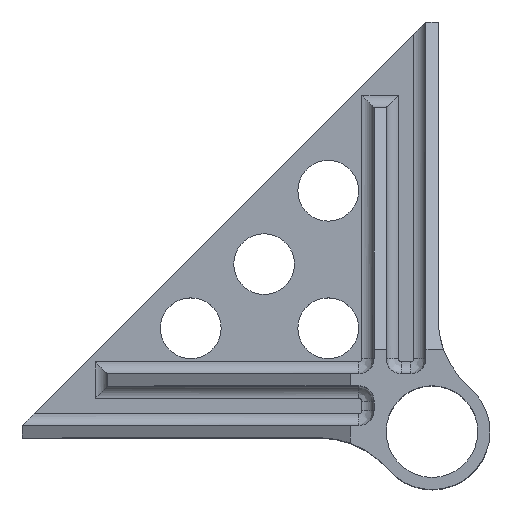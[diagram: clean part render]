
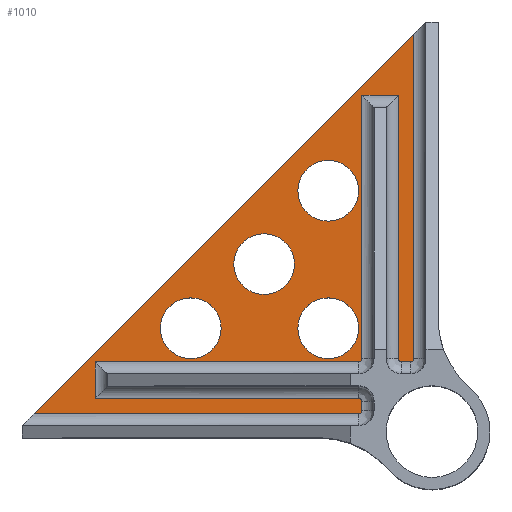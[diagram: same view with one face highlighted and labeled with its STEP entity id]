
A CAD part, top view. The second image highlights one B-rep face of the part: STEP entity #1010.
In plain terms, the highlighted planar face has unit normal (0, 0, 1).
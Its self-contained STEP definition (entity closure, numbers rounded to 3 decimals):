
#24=FACE_BOUND('',#212,.T.);
#25=FACE_BOUND('',#213,.T.);
#26=FACE_BOUND('',#214,.T.);
#27=FACE_BOUND('',#215,.T.);
#41=CIRCLE('',#1050,1.);
#45=CIRCLE('',#1055,1.);
#53=CIRCLE('',#1070,1.);
#60=CIRCLE('',#1082,1.);
#64=CIRCLE('',#1087,1.);
#73=CIRCLE('',#1110,10.);
#75=CIRCLE('',#1113,10.);
#77=CIRCLE('',#1116,10.);
#79=CIRCLE('',#1119,10.);
#101=PLANE('',#1121);
#151=FACE_OUTER_BOUND('',#211,.T.);
#211=EDGE_LOOP('',(#832,#833,#834,#835,#836,#837,#838,#839,#840,#841,#842,
#843,#844,#845,#846,#847));
#212=EDGE_LOOP('',(#848));
#213=EDGE_LOOP('',(#849));
#214=EDGE_LOOP('',(#850));
#215=EDGE_LOOP('',(#851));
#236=LINE('',#1455,#321);
#241=LINE('',#1470,#326);
#246=LINE('',#1485,#331);
#247=LINE('',#1504,#332);
#249=LINE('',#1521,#334);
#261=LINE('',#1555,#346);
#263=LINE('',#1572,#348);
#271=LINE('',#1596,#356);
#273=LINE('',#1616,#358);
#275=LINE('',#1636,#360);
#305=LINE('',#1766,#390);
#321=VECTOR('',#1154,10.);
#326=VECTOR('',#1167,10.);
#331=VECTOR('',#1180,10.);
#332=VECTOR('',#1191,10.);
#334=VECTOR('',#1201,10.);
#346=VECTOR('',#1235,10.);
#348=VECTOR('',#1245,10.);
#356=VECTOR('',#1269,10.);
#358=VECTOR('',#1281,10.);
#360=VECTOR('',#1293,10.);
#390=VECTOR('',#1385,10.);
#413=VERTEX_POINT('',#1448);
#416=VERTEX_POINT('',#1453);
#419=VERTEX_POINT('',#1463);
#422=VERTEX_POINT('',#1468);
#426=VERTEX_POINT('',#1479);
#428=VERTEX_POINT('',#1483);
#430=VERTEX_POINT('',#1496);
#432=VERTEX_POINT('',#1502);
#434=VERTEX_POINT('',#1516);
#445=VERTEX_POINT('',#1553);
#447=VERTEX_POINT('',#1567);
#455=VERTEX_POINT('',#1594);
#457=VERTEX_POINT('',#1608);
#459=VERTEX_POINT('',#1614);
#461=VERTEX_POINT('',#1628);
#463=VERTEX_POINT('',#1634);
#487=VERTEX_POINT('',#1742);
#489=VERTEX_POINT('',#1748);
#491=VERTEX_POINT('',#1754);
#493=VERTEX_POINT('',#1760);
#508=EDGE_CURVE('',#416,#413,#236,.T.);
#515=EDGE_CURVE('',#422,#419,#241,.T.);
#522=EDGE_CURVE('',#428,#426,#246,.T.);
#524=EDGE_CURVE('',#430,#428,#41,.T.);
#527=EDGE_CURVE('',#432,#430,#247,.T.);
#530=EDGE_CURVE('',#434,#432,#45,.T.);
#532=EDGE_CURVE('',#413,#434,#249,.T.);
#549=EDGE_CURVE('',#445,#416,#261,.T.);
#552=EDGE_CURVE('',#447,#445,#53,.T.);
#554=EDGE_CURVE('',#419,#447,#263,.T.);
#566=EDGE_CURVE('',#455,#422,#271,.T.);
#569=EDGE_CURVE('',#457,#455,#60,.T.);
#572=EDGE_CURVE('',#459,#457,#273,.T.);
#575=EDGE_CURVE('',#461,#459,#64,.T.);
#578=EDGE_CURVE('',#463,#461,#275,.T.);
#614=EDGE_CURVE('',#487,#487,#73,.T.);
#617=EDGE_CURVE('',#489,#489,#75,.T.);
#620=EDGE_CURVE('',#491,#491,#77,.T.);
#623=EDGE_CURVE('',#493,#493,#79,.T.);
#626=EDGE_CURVE('',#426,#463,#305,.T.);
#832=ORIENTED_EDGE('',*,*,#549,.F.);
#833=ORIENTED_EDGE('',*,*,#552,.F.);
#834=ORIENTED_EDGE('',*,*,#554,.F.);
#835=ORIENTED_EDGE('',*,*,#515,.F.);
#836=ORIENTED_EDGE('',*,*,#566,.F.);
#837=ORIENTED_EDGE('',*,*,#569,.F.);
#838=ORIENTED_EDGE('',*,*,#572,.F.);
#839=ORIENTED_EDGE('',*,*,#575,.F.);
#840=ORIENTED_EDGE('',*,*,#578,.F.);
#841=ORIENTED_EDGE('',*,*,#626,.F.);
#842=ORIENTED_EDGE('',*,*,#522,.F.);
#843=ORIENTED_EDGE('',*,*,#524,.F.);
#844=ORIENTED_EDGE('',*,*,#527,.F.);
#845=ORIENTED_EDGE('',*,*,#530,.F.);
#846=ORIENTED_EDGE('',*,*,#532,.F.);
#847=ORIENTED_EDGE('',*,*,#508,.F.);
#848=ORIENTED_EDGE('',*,*,#614,.T.);
#849=ORIENTED_EDGE('',*,*,#617,.T.);
#850=ORIENTED_EDGE('',*,*,#620,.T.);
#851=ORIENTED_EDGE('',*,*,#623,.T.);
#1010=ADVANCED_FACE('',(#151,#24,#25,#26,#27),#101,.T.);
#1050=AXIS2_PLACEMENT_3D('',#1498,#1183,#1184);
#1055=AXIS2_PLACEMENT_3D('',#1518,#1195,#1196);
#1070=AXIS2_PLACEMENT_3D('',#1569,#1239,#1240);
#1082=AXIS2_PLACEMENT_3D('',#1610,#1273,#1274);
#1087=AXIS2_PLACEMENT_3D('',#1630,#1285,#1286);
#1110=AXIS2_PLACEMENT_3D('',#1743,#1357,#1358);
#1113=AXIS2_PLACEMENT_3D('',#1749,#1364,#1365);
#1116=AXIS2_PLACEMENT_3D('',#1755,#1371,#1372);
#1119=AXIS2_PLACEMENT_3D('',#1761,#1378,#1379);
#1121=AXIS2_PLACEMENT_3D('',#1765,#1383,#1384);
#1154=DIRECTION('',(0.,-1.,0.));
#1167=DIRECTION('',(-1.,0.,0.));
#1180=DIRECTION('',(-1.,0.,0.));
#1183=DIRECTION('center_axis',(0.,0.,-1.));
#1184=DIRECTION('ref_axis',(0.707,-0.707,0.));
#1191=DIRECTION('',(0.,-1.,0.));
#1195=DIRECTION('center_axis',(0.,0.,-1.));
#1196=DIRECTION('ref_axis',(0.707,0.707,0.));
#1201=DIRECTION('',(1.,0.,0.));
#1235=DIRECTION('',(-1.,0.,0.));
#1239=DIRECTION('center_axis',(0.,0.,-1.));
#1240=DIRECTION('ref_axis',(0.707,-0.707,0.));
#1245=DIRECTION('',(0.,-1.,0.));
#1269=DIRECTION('',(0.,1.,0.));
#1273=DIRECTION('center_axis',(0.,0.,-1.));
#1274=DIRECTION('ref_axis',(-0.707,-0.707,0.));
#1281=DIRECTION('',(-1.,0.,0.));
#1285=DIRECTION('center_axis',(0.,0.,-1.));
#1286=DIRECTION('ref_axis',(0.707,-0.707,0.));
#1293=DIRECTION('',(0.,-1.,0.));
#1357=DIRECTION('center_axis',(0.,0.,-1.));
#1358=DIRECTION('ref_axis',(1.,0.,0.));
#1364=DIRECTION('center_axis',(0.,0.,-1.));
#1365=DIRECTION('ref_axis',(1.,0.,0.));
#1371=DIRECTION('center_axis',(0.,0.,-1.));
#1372=DIRECTION('ref_axis',(1.,0.,0.));
#1378=DIRECTION('center_axis',(0.,0.,-1.));
#1379=DIRECTION('ref_axis',(1.,0.,0.));
#1383=DIRECTION('center_axis',(0.,0.,1.));
#1384=DIRECTION('ref_axis',(1.,0.,0.));
#1385=DIRECTION('',(0.707,0.707,0.));
#1448=CARTESIAN_POINT('',(-110.9,11.1,0.));
#1453=CARTESIAN_POINT('',(-110.9,23.1,0.));
#1455=CARTESIAN_POINT('',(-110.9,38.55,0.));
#1463=CARTESIAN_POINT('',(-23.1,110.9,0.));
#1468=CARTESIAN_POINT('',(-11.1,110.9,0.));
#1470=CARTESIAN_POINT('',(-36.55,110.9,0.));
#1479=CARTESIAN_POINT('',(-131.1,6.,0.));
#1483=CARTESIAN_POINT('',(-24.1,6.,0.));
#1485=CARTESIAN_POINT('',(-38.55,6.,0.));
#1496=CARTESIAN_POINT('',(-23.1,7.,0.));
#1498=CARTESIAN_POINT('Origin',(-24.1,7.,0.));
#1502=CARTESIAN_POINT('',(-23.1,10.1,0.));
#1504=CARTESIAN_POINT('',(-23.1,36.55,0.));
#1516=CARTESIAN_POINT('',(-24.1,11.1,0.));
#1518=CARTESIAN_POINT('Origin',(-24.1,10.1,0.));
#1521=CARTESIAN_POINT('',(-82.45,11.1,0.));
#1553=CARTESIAN_POINT('',(-24.1,23.1,0.));
#1555=CARTESIAN_POINT('',(-38.55,23.1,0.));
#1567=CARTESIAN_POINT('',(-23.1,24.1,0.));
#1569=CARTESIAN_POINT('Origin',(-24.1,24.1,0.));
#1572=CARTESIAN_POINT('',(-23.1,82.45,0.));
#1594=CARTESIAN_POINT('',(-11.1,24.1,0.));
#1596=CARTESIAN_POINT('',(-11.1,38.55,0.));
#1608=CARTESIAN_POINT('',(-10.1,23.1,0.));
#1610=CARTESIAN_POINT('Origin',(-10.1,24.1,0.));
#1614=CARTESIAN_POINT('',(-7.,23.1,0.));
#1616=CARTESIAN_POINT('',(-30.,23.1,0.));
#1628=CARTESIAN_POINT('',(-6.,24.1,0.));
#1630=CARTESIAN_POINT('Origin',(-7.,24.1,0.));
#1634=CARTESIAN_POINT('',(-6.,131.1,0.));
#1636=CARTESIAN_POINT('',(-6.,96.55,0.));
#1742=CARTESIAN_POINT('',(-65.34,55.34,0.));
#1743=CARTESIAN_POINT('Origin',(-55.34,55.34,0.));
#1748=CARTESIAN_POINT('',(-89.5,34.2,0.));
#1749=CARTESIAN_POINT('Origin',(-79.5,34.2,0.));
#1754=CARTESIAN_POINT('',(-44.2,79.5,0.));
#1755=CARTESIAN_POINT('Origin',(-34.2,79.5,0.));
#1760=CARTESIAN_POINT('',(-44.2,34.2,0.));
#1761=CARTESIAN_POINT('Origin',(-34.2,34.2,0.));
#1765=CARTESIAN_POINT('Origin',(-58.,58.,0.));
#1766=CARTESIAN_POINT('',(-135.1,2.,0.));
